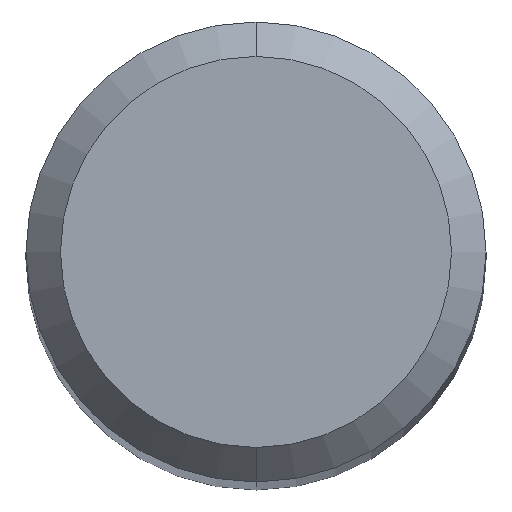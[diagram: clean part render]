
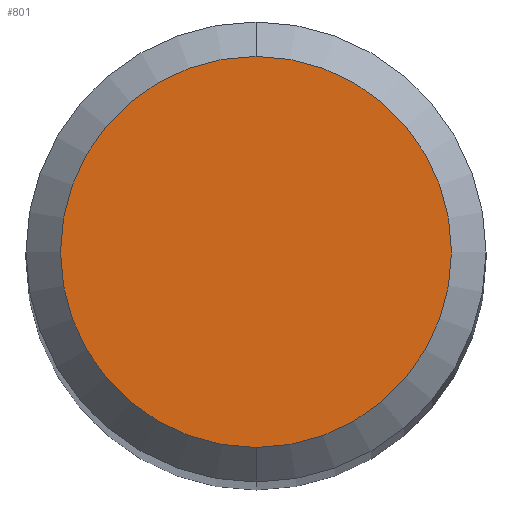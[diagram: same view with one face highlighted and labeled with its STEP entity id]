
A CAD part, top view. The second image highlights one B-rep face of the part: STEP entity #801.
In plain terms, the highlighted planar face has unit normal (0, 0, 1).
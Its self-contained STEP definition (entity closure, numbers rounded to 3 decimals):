
#365=VERTEX_POINT('',#1044);
#463=EDGE_CURVE('',#365,#821,#1151,.T.);
#801=ADVANCED_FACE('',(#1517),#1518,.T.);
#821=VERTEX_POINT('',#1540);
#869=EDGE_CURVE('',#821,#365,#1590,.T.);
#1044=CARTESIAN_POINT('',(0.0,1.7,0.0));
#1151=CIRCLE('',#2138,1.7);
#1517=FACE_OUTER_BOUND('',#3483,.T.);
#1518=PLANE('',#3484);
#1540=CARTESIAN_POINT('',(0.,-1.7,0.0));
#1590=CIRCLE('',#3853,1.7);
#2138=AXIS2_PLACEMENT_3D('',#4906,#4907,#4908);
#3483=EDGE_LOOP('',(#5281,#5282));
#3484=AXIS2_PLACEMENT_3D('',#5283,#5284,#5285);
#3853=AXIS2_PLACEMENT_3D('',#5345,#5346,#5347);
#4906=CARTESIAN_POINT('',(0.0,0.0,0.0));
#4907=DIRECTION('',(0.0,0.0,-1.0));
#4908=DIRECTION('',(0.0,1.0,0.0));
#5281=ORIENTED_EDGE('',*,*,#463,.F.);
#5282=ORIENTED_EDGE('',*,*,#869,.F.);
#5283=CARTESIAN_POINT('',(0.0,0.85,0.0));
#5284=DIRECTION('',(-0.0,0.0,1.0));
#5285=DIRECTION('',(0.0,-1.0,0.0));
#5345=CARTESIAN_POINT('',(0.0,0.0,0.0));
#5346=DIRECTION('',(0.0,0.0,-1.0));
#5347=DIRECTION('',(0.0,1.0,0.0));
